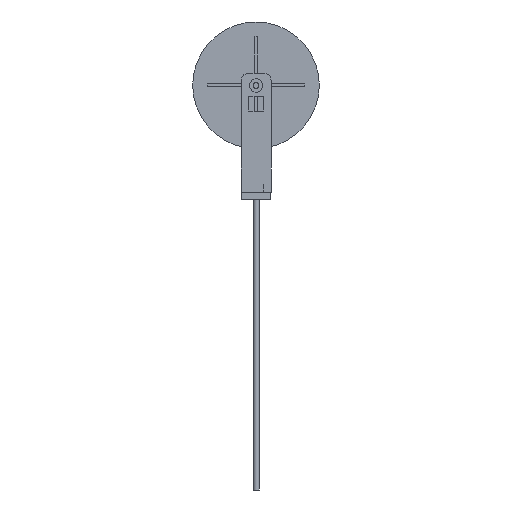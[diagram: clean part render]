
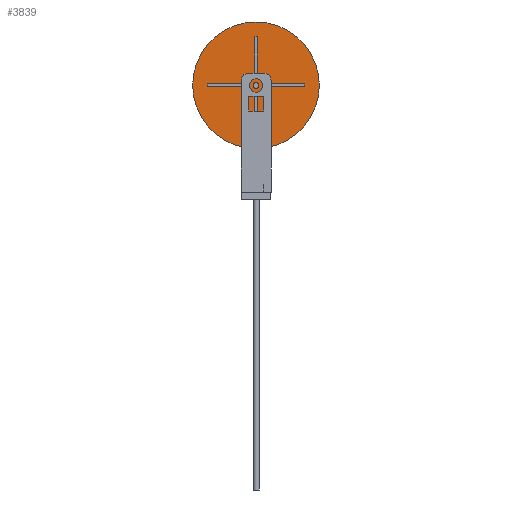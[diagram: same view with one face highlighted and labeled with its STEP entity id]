
A CAD part, left-side view. The second image highlights one B-rep face of the part: STEP entity #3839.
In plain terms, the highlighted planar face has unit normal (-1, 0, 0).
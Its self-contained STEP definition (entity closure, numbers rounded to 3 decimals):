
#49=FACE_BOUND('',#433,.T.);
#50=FACE_BOUND('',#434,.T.);
#51=FACE_BOUND('',#435,.T.);
#52=FACE_BOUND('',#436,.T.);
#53=FACE_BOUND('',#437,.T.);
#89=CIRCLE('',#4094,42.5);
#92=CIRCLE('',#4099,2.);
#207=FACE_OUTER_BOUND('',#432,.T.);
#432=EDGE_LOOP('',(#2789));
#433=EDGE_LOOP('',(#2790,#2791,#2792,#2793));
#434=EDGE_LOOP('',(#2794,#2795,#2796,#2797));
#435=EDGE_LOOP('',(#2798));
#436=EDGE_LOOP('',(#2799,#2800,#2801,#2802));
#437=EDGE_LOOP('',(#2803,#2804,#2805,#2806));
#751=LINE('',#5605,#1249);
#754=LINE('',#5610,#1252);
#757=LINE('',#5618,#1255);
#761=LINE('',#5625,#1259);
#763=LINE('',#5630,#1261);
#766=LINE('',#5634,#1264);
#767=LINE('',#5638,#1265);
#771=LINE('',#5646,#1269);
#774=LINE('',#5652,#1272);
#777=LINE('',#5657,#1275);
#780=LINE('',#5662,#1278);
#781=LINE('',#5664,#1279);
#782=LINE('',#5668,#1280);
#786=LINE('',#5676,#1284);
#789=LINE('',#5682,#1287);
#792=LINE('',#5687,#1290);
#1249=VECTOR('',#4523,10.);
#1252=VECTOR('',#4528,10.);
#1255=VECTOR('',#4533,10.);
#1259=VECTOR('',#4539,10.);
#1261=VECTOR('',#4543,10.);
#1264=VECTOR('',#4548,10.);
#1265=VECTOR('',#4551,10.);
#1269=VECTOR('',#4557,10.);
#1272=VECTOR('',#4562,10.);
#1275=VECTOR('',#4567,10.);
#1278=VECTOR('',#4572,10.);
#1279=VECTOR('',#4575,10.);
#1280=VECTOR('',#4578,10.);
#1284=VECTOR('',#4584,10.);
#1287=VECTOR('',#4589,10.);
#1290=VECTOR('',#4594,10.);
#1716=VERTEX_POINT('',#5602);
#1717=VERTEX_POINT('',#5604);
#1718=VERTEX_POINT('',#5608);
#1721=VERTEX_POINT('',#5615);
#1722=VERTEX_POINT('',#5617);
#1724=VERTEX_POINT('',#5623);
#1726=VERTEX_POINT('',#5629);
#1727=VERTEX_POINT('',#5636);
#1728=VERTEX_POINT('',#5637);
#1731=VERTEX_POINT('',#5645);
#1733=VERTEX_POINT('',#5651);
#1735=VERTEX_POINT('',#5660);
#1736=VERTEX_POINT('',#5666);
#1737=VERTEX_POINT('',#5667);
#1740=VERTEX_POINT('',#5675);
#1742=VERTEX_POINT('',#5681);
#1745=VERTEX_POINT('',#5692);
#1749=VERTEX_POINT('',#5706);
#2095=EDGE_CURVE('',#1716,#1717,#751,.T.);
#2098=EDGE_CURVE('',#1718,#1716,#754,.T.);
#2101=EDGE_CURVE('',#1721,#1722,#757,.T.);
#2105=EDGE_CURVE('',#1724,#1721,#761,.T.);
#2107=EDGE_CURVE('',#1722,#1726,#763,.T.);
#2110=EDGE_CURVE('',#1726,#1724,#766,.T.);
#2111=EDGE_CURVE('',#1727,#1728,#767,.T.);
#2115=EDGE_CURVE('',#1731,#1727,#771,.T.);
#2118=EDGE_CURVE('',#1733,#1731,#774,.T.);
#2121=EDGE_CURVE('',#1728,#1733,#777,.T.);
#2124=EDGE_CURVE('',#1735,#1718,#780,.T.);
#2125=EDGE_CURVE('',#1717,#1735,#781,.T.);
#2126=EDGE_CURVE('',#1736,#1737,#782,.T.);
#2130=EDGE_CURVE('',#1740,#1736,#786,.T.);
#2133=EDGE_CURVE('',#1742,#1740,#789,.T.);
#2136=EDGE_CURVE('',#1737,#1742,#792,.T.);
#2140=EDGE_CURVE('',#1745,#1745,#89,.T.);
#2147=EDGE_CURVE('',#1749,#1749,#92,.T.);
#2789=ORIENTED_EDGE('',*,*,#2140,.F.);
#2790=ORIENTED_EDGE('',*,*,#2136,.F.);
#2791=ORIENTED_EDGE('',*,*,#2126,.F.);
#2792=ORIENTED_EDGE('',*,*,#2130,.F.);
#2793=ORIENTED_EDGE('',*,*,#2133,.F.);
#2794=ORIENTED_EDGE('',*,*,#2095,.F.);
#2795=ORIENTED_EDGE('',*,*,#2098,.F.);
#2796=ORIENTED_EDGE('',*,*,#2124,.F.);
#2797=ORIENTED_EDGE('',*,*,#2125,.F.);
#2798=ORIENTED_EDGE('',*,*,#2147,.F.);
#2799=ORIENTED_EDGE('',*,*,#2121,.F.);
#2800=ORIENTED_EDGE('',*,*,#2111,.F.);
#2801=ORIENTED_EDGE('',*,*,#2115,.F.);
#2802=ORIENTED_EDGE('',*,*,#2118,.F.);
#2803=ORIENTED_EDGE('',*,*,#2110,.F.);
#2804=ORIENTED_EDGE('',*,*,#2107,.F.);
#2805=ORIENTED_EDGE('',*,*,#2101,.F.);
#2806=ORIENTED_EDGE('',*,*,#2105,.F.);
#3643=PLANE('',#4098);
#3839=ADVANCED_FACE('',(#207,#49,#50,#51,#52,#53),#3643,.F.);
#4094=AXIS2_PLACEMENT_3D('',#5694,#4601,#4602);
#4098=AXIS2_PLACEMENT_3D('',#5705,#4613,#4614);
#4099=AXIS2_PLACEMENT_3D('',#5707,#4615,#4616);
#4523=DIRECTION('',(0.,1.,0.));
#4528=DIRECTION('',(0.,0.,1.));
#4533=DIRECTION('',(0.,-1.,0.));
#4539=DIRECTION('',(0.,0.,-1.));
#4543=DIRECTION('',(0.,0.,1.));
#4548=DIRECTION('',(0.,1.,0.));
#4551=DIRECTION('',(0.,1.,0.));
#4557=DIRECTION('',(0.,0.,1.));
#4562=DIRECTION('',(0.,-1.,0.));
#4567=DIRECTION('',(0.,0.,-1.));
#4572=DIRECTION('',(0.,-1.,0.));
#4575=DIRECTION('',(0.,0.,-1.));
#4578=DIRECTION('',(0.,-1.,0.));
#4584=DIRECTION('',(0.,0.,-1.));
#4589=DIRECTION('',(0.,1.,0.));
#4594=DIRECTION('',(0.,0.,1.));
#4601=DIRECTION('center_axis',(1.,0.,0.));
#4602=DIRECTION('ref_axis',(0.,0.,-1.));
#4613=DIRECTION('center_axis',(1.,0.,0.));
#4614=DIRECTION('ref_axis',(0.,0.,-1.));
#4615=DIRECTION('center_axis',(-1.,0.,0.));
#4616=DIRECTION('ref_axis',(0.,1.,0.));
#5602=CARTESIAN_POINT('',(-42.5,-1.,-35.75));
#5604=CARTESIAN_POINT('',(-42.5,1.,-35.75));
#5605=CARTESIAN_POINT('',(-42.5,1.,-35.75));
#5608=CARTESIAN_POINT('',(-42.5,-1.,-60.75));
#5610=CARTESIAN_POINT('',(-42.5,-1.,-35.75));
#5615=CARTESIAN_POINT('',(-42.5,1.,-20.75));
#5617=CARTESIAN_POINT('',(-42.5,-1.,-20.75));
#5618=CARTESIAN_POINT('',(-42.5,-1.,-20.75));
#5623=CARTESIAN_POINT('',(-42.5,1.,4.25));
#5625=CARTESIAN_POINT('',(-42.5,1.,-20.75));
#5629=CARTESIAN_POINT('',(-42.5,-1.,4.25));
#5630=CARTESIAN_POINT('',(-42.5,-1.,4.25));
#5634=CARTESIAN_POINT('',(-42.5,1.,4.25));
#5636=CARTESIAN_POINT('',(-42.5,-32.5,-27.25));
#5637=CARTESIAN_POINT('',(-42.5,-7.5,-27.25));
#5638=CARTESIAN_POINT('',(-42.5,-7.5,-27.25));
#5645=CARTESIAN_POINT('',(-42.5,-32.5,-29.25));
#5646=CARTESIAN_POINT('',(-42.5,-32.5,-27.25));
#5651=CARTESIAN_POINT('',(-42.5,-7.5,-29.25));
#5652=CARTESIAN_POINT('',(-42.5,-32.5,-29.25));
#5657=CARTESIAN_POINT('',(-42.5,-7.5,-29.25));
#5660=CARTESIAN_POINT('',(-42.5,1.,-60.75));
#5662=CARTESIAN_POINT('',(-42.5,-1.,-60.75));
#5664=CARTESIAN_POINT('',(-42.5,1.,-60.75));
#5666=CARTESIAN_POINT('',(-42.5,32.5,-29.25));
#5667=CARTESIAN_POINT('',(-42.5,7.5,-29.25));
#5668=CARTESIAN_POINT('',(-42.5,7.5,-29.25));
#5675=CARTESIAN_POINT('',(-42.5,32.5,-27.25));
#5676=CARTESIAN_POINT('',(-42.5,32.5,-29.25));
#5681=CARTESIAN_POINT('',(-42.5,7.5,-27.25));
#5682=CARTESIAN_POINT('',(-42.5,32.5,-27.25));
#5687=CARTESIAN_POINT('',(-42.5,7.5,-27.25));
#5692=CARTESIAN_POINT('',(-42.5,0.,14.25));
#5694=CARTESIAN_POINT('Origin',(-42.5,0.,-28.25));
#5705=CARTESIAN_POINT('Origin',(-42.5,0.,-28.25));
#5706=CARTESIAN_POINT('',(-42.5,-2.,-28.25));
#5707=CARTESIAN_POINT('Origin',(-42.5,0.,-28.25));
